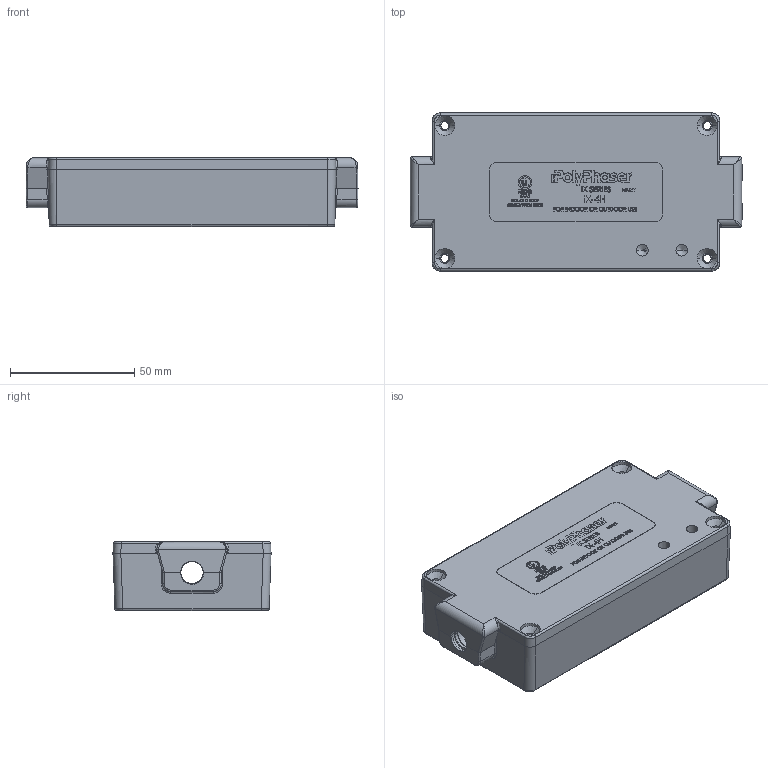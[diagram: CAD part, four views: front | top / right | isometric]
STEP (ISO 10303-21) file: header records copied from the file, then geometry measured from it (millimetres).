
FILE_DESCRIPTION (( 'STEP AP214' ), '1' );
FILE_NAME ('IX-4H.STEP', '2019-07-30T16:22:28', ( '' ), ( '' ), 'SwSTEP 2.0', 'SolidWorks 2019', '' );
FILE_SCHEMA (( 'AUTOMOTIVE_DESIGN' ));
Length unit declared in the file: inch
Products named in the file (14): IX-4H; 7020-3018; 7020-2637; 5331-0013-01; 7040-0109; 5331-0013; 5331-0012; 9500-0041; 5331-0012-01
Assembly tree (8 placements, depth 4):
  IX-4H
    5331-0012-01
      5331-0012
    9500-0041
      5331-0013-01
        5331-0013
      7040-0109
    7020-2637
    7020-3018
  7020-3018
  7020-2637
  7040-0109
  5331-0012
Bounding box: 133.35 x 63.5 x 27.77 mm (x, y, z)
Volume: 85425.8 mm3; surface area: 65141.3 mm2
Topology: 5 solids, 5 shells, 5240 faces, 14190 edges, 9331 vertices
Faces by surface type: plane 4023, bspline 777, cylinder 400, cone 40
Entity records: 218264 total; most frequent: CARTESIAN_POINT 76865, ORIENTED_EDGE 28304, DIRECTION 22181, EDGE_CURVE 14152, VECTOR 11795, LINE 11795, VERTEX_POINT 9331, EDGE_LOOP 5671
